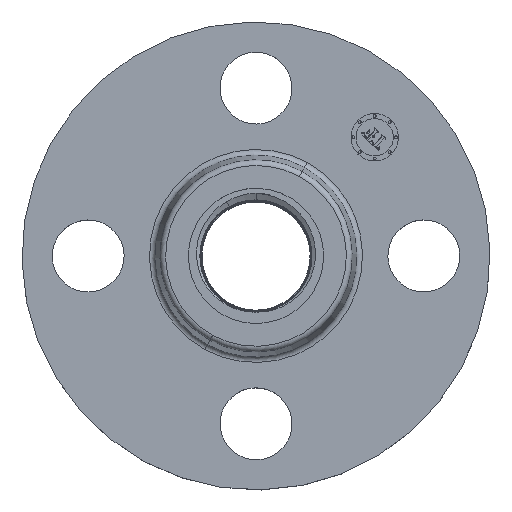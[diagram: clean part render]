
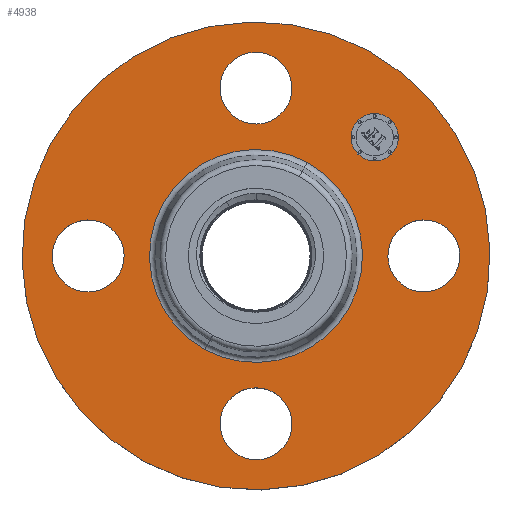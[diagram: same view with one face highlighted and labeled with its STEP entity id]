
A CAD part, top view. The second image highlights one B-rep face of the part: STEP entity #4938.
In plain terms, the highlighted planar face has unit normal (0, 0, 1).
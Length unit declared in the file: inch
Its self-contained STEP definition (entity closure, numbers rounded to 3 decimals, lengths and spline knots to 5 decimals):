
#368=AXIS2_PLACEMENT_3D('Circle Axis2P3D',#366,#367,$) ;
#385=AXIS2_PLACEMENT_3D('Circle Axis2P3D',#383,#384,$) ;
#418=AXIS2_PLACEMENT_3D('Circle Axis2P3D',#416,#417,$) ;
#442=AXIS2_PLACEMENT_3D('Circle Axis2P3D',#440,#441,$) ;
#459=AXIS2_PLACEMENT_3D('Circle Axis2P3D',#457,#458,$) ;
#494=AXIS2_PLACEMENT_3D('Circle Axis2P3D',#492,#493,$) ;
#731=AXIS2_PLACEMENT_3D('Circle Axis2P3D',#729,#730,$) ;
#743=AXIS2_PLACEMENT_3D('Circle Axis2P3D',#741,#742,$) ;
#774=AXIS2_PLACEMENT_3D('Circle Axis2P3D',#772,#773,$) ;
#786=AXIS2_PLACEMENT_3D('Circle Axis2P3D',#784,#785,$) ;
#817=AXIS2_PLACEMENT_3D('Circle Axis2P3D',#815,#816,$) ;
#829=AXIS2_PLACEMENT_3D('Circle Axis2P3D',#827,#828,$) ;
#4894=AXIS2_PLACEMENT_3D('Plane Axis2P3D',#4891,#4892,#4893) ;
#4922=AXIS2_PLACEMENT_3D('Circle Axis2P3D',#4920,#4921,$) ;
#4931=AXIS2_PLACEMENT_3D('Circle Axis2P3D',#4929,#4930,$) ;
#349=CARTESIAN_POINT('Vertex',(1.42091,0.17978,0.62)) ;
#363=CARTESIAN_POINT('Vertex',(2.07909,-0.17978,0.62)) ;
#366=CARTESIAN_POINT('Axis2P3D Location',(1.75,0.,0.62)) ;
#383=CARTESIAN_POINT('Axis2P3D Location',(1.75,0.,0.62)) ;
#413=CARTESIAN_POINT('Vertex',(-1.1698,-2.1413,0.62)) ;
#416=CARTESIAN_POINT('Axis2P3D Location',(0.,0.,0.62)) ;
#420=CARTESIAN_POINT('Vertex',(1.1698,2.1413,0.62)) ;
#440=CARTESIAN_POINT('Axis2P3D Location',(0.,0.,0.62)) ;
#457=CARTESIAN_POINT('Axis2P3D Location',(0.,0.,0.62)) ;
#461=CARTESIAN_POINT('Vertex',(0.53233,0.97442,0.62)) ;
#463=CARTESIAN_POINT('Vertex',(-0.53233,-0.97442,0.62)) ;
#492=CARTESIAN_POINT('Axis2P3D Location',(0.,0.,0.62)) ;
#719=CARTESIAN_POINT('Vertex',(-0.17978,1.42091,0.62)) ;
#726=CARTESIAN_POINT('Vertex',(0.17978,2.07909,0.62)) ;
#729=CARTESIAN_POINT('Axis2P3D Location',(0.,1.75,0.62)) ;
#741=CARTESIAN_POINT('Axis2P3D Location',(0.,1.75,0.62)) ;
#762=CARTESIAN_POINT('Vertex',(-1.42091,-0.17978,0.62)) ;
#769=CARTESIAN_POINT('Vertex',(-2.07909,0.17978,0.62)) ;
#772=CARTESIAN_POINT('Axis2P3D Location',(-1.75,0.,0.62)) ;
#784=CARTESIAN_POINT('Axis2P3D Location',(-1.75,0.,0.62)) ;
#805=CARTESIAN_POINT('Vertex',(0.17978,-1.42091,0.62)) ;
#812=CARTESIAN_POINT('Vertex',(-0.17978,-2.07909,0.62)) ;
#815=CARTESIAN_POINT('Axis2P3D Location',(0.,-1.75,0.62)) ;
#827=CARTESIAN_POINT('Axis2P3D Location',(0.,-1.75,0.62)) ;
#4891=CARTESIAN_POINT('Axis2P3D Location',(0.,2.44,0.62)) ;
#4920=CARTESIAN_POINT('Axis2P3D Location',(1.23744,1.23744,0.62)) ;
#4924=CARTESIAN_POINT('Vertex',(1.06243,1.41245,0.62)) ;
#4926=CARTESIAN_POINT('Vertex',(1.41245,1.06243,0.62)) ;
#4929=CARTESIAN_POINT('Axis2P3D Location',(1.23744,1.23744,0.62)) ;
#367=DIRECTION('Axis2P3D Direction',(0.,-0.,-0.039)) ;
#384=DIRECTION('Axis2P3D Direction',(0.,-0.,-0.039)) ;
#417=DIRECTION('Axis2P3D Direction',(0.,0.,-0.039)) ;
#441=DIRECTION('Axis2P3D Direction',(0.,0.,-0.039)) ;
#458=DIRECTION('Axis2P3D Direction',(0.,0.,-0.039)) ;
#493=DIRECTION('Axis2P3D Direction',(0.,0.,-0.039)) ;
#730=DIRECTION('Axis2P3D Direction',(0.,0.,-0.039)) ;
#742=DIRECTION('Axis2P3D Direction',(0.,0.,-0.039)) ;
#773=DIRECTION('Axis2P3D Direction',(-0.,0.,-0.039)) ;
#785=DIRECTION('Axis2P3D Direction',(-0.,0.,-0.039)) ;
#816=DIRECTION('Axis2P3D Direction',(0.,-0.,-0.039)) ;
#828=DIRECTION('Axis2P3D Direction',(0.,-0.,-0.039)) ;
#4892=DIRECTION('Axis2P3D Direction',(0.,0.,-0.039)) ;
#4893=DIRECTION('Axis2P3D XDirection',(0.039,0.,0.)) ;
#4921=DIRECTION('Axis2P3D Direction',(0.,0.,-0.039)) ;
#4930=DIRECTION('Axis2P3D Direction',(0.,0.,-0.039)) ;
#4897=ORIENTED_EDGE('',*,*,#444,.F.) ;
#4898=ORIENTED_EDGE('',*,*,#422,.F.) ;
#4901=ORIENTED_EDGE('',*,*,#370,.T.) ;
#4902=ORIENTED_EDGE('',*,*,#387,.T.) ;
#4905=ORIENTED_EDGE('',*,*,#496,.T.) ;
#4906=ORIENTED_EDGE('',*,*,#465,.T.) ;
#4909=ORIENTED_EDGE('',*,*,#831,.T.) ;
#4910=ORIENTED_EDGE('',*,*,#819,.T.) ;
#4913=ORIENTED_EDGE('',*,*,#788,.T.) ;
#4914=ORIENTED_EDGE('',*,*,#776,.T.) ;
#4917=ORIENTED_EDGE('',*,*,#745,.T.) ;
#4918=ORIENTED_EDGE('',*,*,#733,.T.) ;
#4935=ORIENTED_EDGE('',*,*,#4928,.T.) ;
#4936=ORIENTED_EDGE('',*,*,#4933,.T.) ;
#4903=FACE_BOUND('',#4900,.T.) ;
#4907=FACE_BOUND('',#4904,.T.) ;
#4911=FACE_BOUND('',#4908,.T.) ;
#4915=FACE_BOUND('',#4912,.T.) ;
#4919=FACE_BOUND('',#4916,.T.) ;
#4937=FACE_BOUND('',#4934,.T.) ;
#4938=ADVANCED_FACE('PartBody',(#4899,#4903,#4907,#4911,#4915,#4919,#4937),#4895,.F.) ;
#369=CIRCLE('generated circle',#368,0.375) ;
#386=CIRCLE('generated circle',#385,0.375) ;
#419=CIRCLE('generated circle',#418,2.44) ;
#443=CIRCLE('generated circle',#442,2.44) ;
#460=CIRCLE('generated circle',#459,1.11035) ;
#495=CIRCLE('generated circle',#494,1.11035) ;
#732=CIRCLE('generated circle',#731,0.375) ;
#744=CIRCLE('generated circle',#743,0.375) ;
#775=CIRCLE('generated circle',#774,0.375) ;
#787=CIRCLE('generated circle',#786,0.375) ;
#818=CIRCLE('generated circle',#817,0.375) ;
#830=CIRCLE('generated circle',#829,0.375) ;
#4923=CIRCLE('generated circle',#4922,0.2475) ;
#4932=CIRCLE('generated circle',#4931,0.2475) ;
#370=EDGE_CURVE('',#350,#364,#369,.T.) ;
#387=EDGE_CURVE('',#364,#350,#386,.T.) ;
#422=EDGE_CURVE('',#414,#421,#419,.T.) ;
#444=EDGE_CURVE('',#421,#414,#443,.T.) ;
#465=EDGE_CURVE('',#462,#464,#460,.T.) ;
#496=EDGE_CURVE('',#464,#462,#495,.T.) ;
#733=EDGE_CURVE('',#720,#727,#732,.T.) ;
#745=EDGE_CURVE('',#727,#720,#744,.T.) ;
#776=EDGE_CURVE('',#763,#770,#775,.T.) ;
#788=EDGE_CURVE('',#770,#763,#787,.T.) ;
#819=EDGE_CURVE('',#806,#813,#818,.T.) ;
#831=EDGE_CURVE('',#813,#806,#830,.T.) ;
#4928=EDGE_CURVE('',#4925,#4927,#4923,.T.) ;
#4933=EDGE_CURVE('',#4927,#4925,#4932,.T.) ;
#4896=EDGE_LOOP('',(#4897,#4898)) ;
#4900=EDGE_LOOP('',(#4901,#4902)) ;
#4904=EDGE_LOOP('',(#4905,#4906)) ;
#4908=EDGE_LOOP('',(#4909,#4910)) ;
#4912=EDGE_LOOP('',(#4913,#4914)) ;
#4916=EDGE_LOOP('',(#4917,#4918)) ;
#4934=EDGE_LOOP('',(#4935,#4936)) ;
#4899=FACE_OUTER_BOUND('',#4896,.T.) ;
#4895=PLANE('',#4894) ;
#350=VERTEX_POINT('',#349) ;
#364=VERTEX_POINT('',#363) ;
#414=VERTEX_POINT('',#413) ;
#421=VERTEX_POINT('',#420) ;
#462=VERTEX_POINT('',#461) ;
#464=VERTEX_POINT('',#463) ;
#720=VERTEX_POINT('',#719) ;
#727=VERTEX_POINT('',#726) ;
#763=VERTEX_POINT('',#762) ;
#770=VERTEX_POINT('',#769) ;
#806=VERTEX_POINT('',#805) ;
#813=VERTEX_POINT('',#812) ;
#4925=VERTEX_POINT('',#4924) ;
#4927=VERTEX_POINT('',#4926) ;
